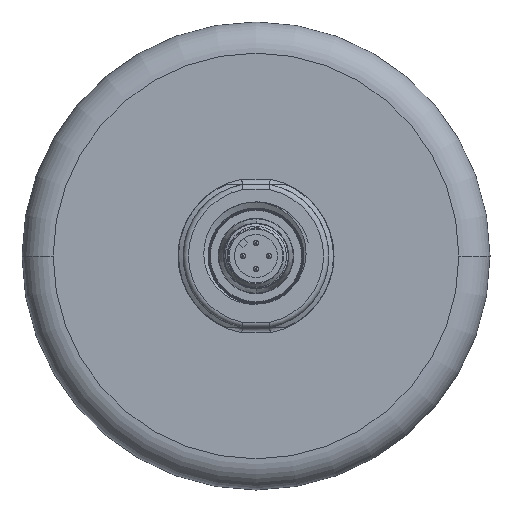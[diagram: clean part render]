
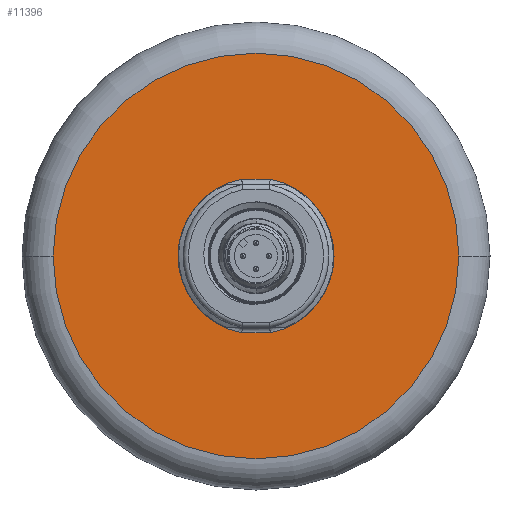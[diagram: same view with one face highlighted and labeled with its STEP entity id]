
A CAD part, front view. The second image highlights one B-rep face of the part: STEP entity #11396.
In plain terms, the highlighted planar face has unit normal (0, -1, 0).
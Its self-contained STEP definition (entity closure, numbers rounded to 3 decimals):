
#2=CARTESIAN_POINT('',(0.,0.,0.));
#3=DIRECTION('',(0.,-1.,0.));
#4=DIRECTION('',(1.,0.,0.));
#5=AXIS2_PLACEMENT_3D('',#2,#3,#4);
#7=CARTESIAN_POINT('',(0.,0.,0.));
#8=DIRECTION('',(0.,-1.,0.));
#9=DIRECTION('',(-1.,0.,0.));
#10=AXIS2_PLACEMENT_3D('',#7,#8,#9);
#12=DIRECTION('',(1.,0.,0.));
#13=VECTOR('',#12,5.454);
#14=CARTESIAN_POINT('',(-2.727,0.,-14.75));
#15=LINE('',#14,#13);
#16=DIRECTION('',(-1.,0.,0.));
#17=VECTOR('',#16,5.454);
#18=CARTESIAN_POINT('',(2.727,0.,14.75));
#19=LINE('',#18,#17);
#10626=CARTESIAN_POINT('',(2.727,0.,-14.75));
#10662=CARTESIAN_POINT('',(-2.727,0.,-14.75));
#10669=CARTESIAN_POINT('',(0.,0.,0.));
#10670=DIRECTION('',(0.,1.,0.));
#10671=DIRECTION('',(0.182,0.,0.983));
#10672=AXIS2_PLACEMENT_3D('',#10669,#10670,#10671);
#10691=CARTESIAN_POINT('',(2.727,0.,14.75));
#10717=CARTESIAN_POINT('',(0.,0.,0.));
#10718=DIRECTION('',(0.,1.,0.));
#10719=DIRECTION('',(-0.182,0.,-0.983));
#10720=AXIS2_PLACEMENT_3D('',#10717,#10718,#10719);
#10747=CARTESIAN_POINT('',(39.,0.,0.));
#10748=CARTESIAN_POINT('',(-39.,0.,0.));
#10749=VERTEX_POINT('',#10747);
#10750=VERTEX_POINT('',#10748);
#10832=VERTEX_POINT('',#10691);
#10833=VERTEX_POINT('',#10626);
#10836=VERTEX_POINT('',#10662);
#11074=CARTESIAN_POINT('',(-2.727,0.,14.75));
#11075=VERTEX_POINT('',#11074);
#11375=CARTESIAN_POINT('',(0.,0.,0.));
#11376=DIRECTION('',(0.,1.,0.));
#11377=DIRECTION('',(-1.,0.,0.));
#11378=AXIS2_PLACEMENT_3D('',#11375,#11376,#11377);
#11379=PLANE('',#11378);
#11381=ORIENTED_EDGE('',*,*,#11380,.F.);
#11383=ORIENTED_EDGE('',*,*,#11382,.F.);
#11384=EDGE_LOOP('',(#11381,#11383));
#11385=FACE_OUTER_BOUND('',#11384,.F.);
#11387=ORIENTED_EDGE('',*,*,#11386,.F.);
#11389=ORIENTED_EDGE('',*,*,#11388,.T.);
#11391=ORIENTED_EDGE('',*,*,#11390,.F.);
#11393=ORIENTED_EDGE('',*,*,#11392,.T.);
#11394=EDGE_LOOP('',(#11387,#11389,#11391,#11393));
#11395=FACE_BOUND('',#11394,.F.);
#11396=ADVANCED_FACE('',(#11385,#11395),#11379,.F.);
#6=CIRCLE('',#5,39.);
#11=CIRCLE('',#10,39.);
#10673=CIRCLE('',#10672,15.);
#10721=CIRCLE('',#10720,15.);
#11380=EDGE_CURVE('',#10749,#10750,#6,.T.);
#11382=EDGE_CURVE('',#10750,#10749,#11,.T.);
#11386=EDGE_CURVE('',#10836,#11075,#10721,.T.);
#11388=EDGE_CURVE('',#10836,#10833,#15,.T.);
#11390=EDGE_CURVE('',#10832,#10833,#10673,.T.);
#11392=EDGE_CURVE('',#10832,#11075,#19,.T.);
